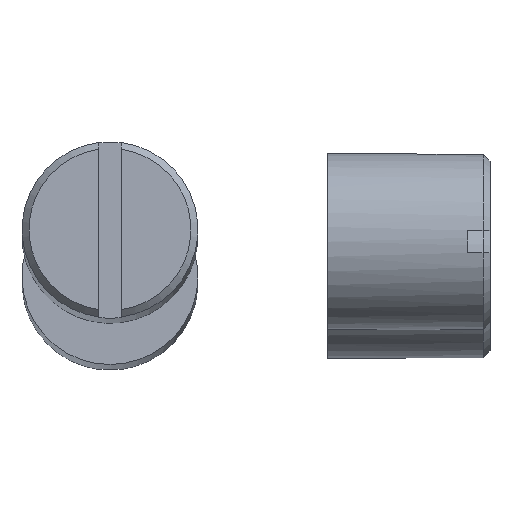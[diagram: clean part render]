
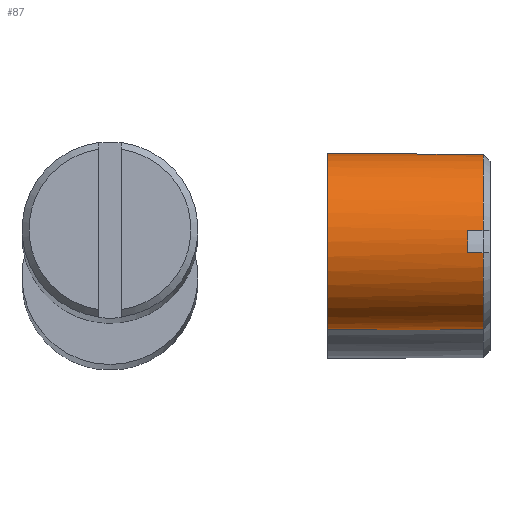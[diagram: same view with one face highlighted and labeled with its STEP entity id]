
A CAD part, top view. The second image highlights one B-rep face of the part: STEP entity #87.
In plain terms, the highlighted cylindrical face has radius 20 mm (diameter 40 mm), a full revolution.
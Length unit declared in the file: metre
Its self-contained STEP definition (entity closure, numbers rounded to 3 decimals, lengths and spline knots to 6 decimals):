
#87 = ADVANCED_FACE( '', ( #195, #196 ), #197, .T. );
#195 = FACE_OUTER_BOUND( '', #329, .T. );
#196 = FACE_OUTER_BOUND( '', #330, .T. );
#197 = CYLINDRICAL_SURFACE( '', #331, 0.02 );
#329 = EDGE_LOOP( '', ( #478 ) );
#330 = EDGE_LOOP( '', ( #479, #480, #481, #482, #483, #484, #485, #486 ) );
#331 = AXIS2_PLACEMENT_3D( '', #487, #488, #489 );
#478 = ORIENTED_EDGE( '', *, *, #754, .F. );
#479 = ORIENTED_EDGE( '', *, *, #755, .F. );
#480 = ORIENTED_EDGE( '', *, *, #756, .T. );
#481 = ORIENTED_EDGE( '', *, *, #757, .F. );
#482 = ORIENTED_EDGE( '', *, *, #758, .F. );
#483 = ORIENTED_EDGE( '', *, *, #759, .T. );
#484 = ORIENTED_EDGE( '', *, *, #760, .T. );
#485 = ORIENTED_EDGE( '', *, *, #761, .T. );
#486 = ORIENTED_EDGE( '', *, *, #762, .F. );
#487 = CARTESIAN_POINT( '', ( 0.093997, -2.41901, 1.967584 ) );
#488 = DIRECTION( '', ( -1., 0., 0. ) );
#489 = DIRECTION( '', ( 0., 0., -1. ) );
#754 = EDGE_CURVE( '', #893, #893, #894, .T. );
#755 = EDGE_CURVE( '', #895, #896, #897, .F. );
#756 = EDGE_CURVE( '', #895, #898, #899, .F. );
#757 = EDGE_CURVE( '', #900, #898, #901, .T. );
#758 = EDGE_CURVE( '', #902, #900, #903, .T. );
#759 = EDGE_CURVE( '', #902, #904, #905, .T. );
#760 = EDGE_CURVE( '', #904, #906, #907, .F. );
#761 = EDGE_CURVE( '', #906, #908, #909, .F. );
#762 = EDGE_CURVE( '', #896, #908, #910, .T. );
#893 = VERTEX_POINT( '', #1088 );
#894 = CIRCLE( '', #1089, 0.02 );
#895 = VERTEX_POINT( '', #1090 );
#896 = VERTEX_POINT( '', #1091 );
#897 = LINE( '', #1092, #1093 );
#898 = VERTEX_POINT( '', #1094 );
#899 = CIRCLE( '', #1095, 0.02 );
#900 = VERTEX_POINT( '', #1096 );
#901 = LINE( '', #1097, #1098 );
#902 = VERTEX_POINT( '', #1099 );
#903 = CIRCLE( '', #1100, 0.02 );
#904 = VERTEX_POINT( '', #1101 );
#905 = LINE( '', #1102, #1103 );
#906 = VERTEX_POINT( '', #1104 );
#907 = CIRCLE( '', #1105, 0.02 );
#908 = VERTEX_POINT( '', #1106 );
#909 = LINE( '', #1107, #1108 );
#910 = CIRCLE( '', #1109, 0.02 );
#1088 = CARTESIAN_POINT( '', ( 0.093999, -2.41901, 1.987584 ) );
#1089 = AXIS2_PLACEMENT_3D( '', #1281, #1282, #1283 );
#1090 = CARTESIAN_POINT( '', ( 0.129241, -2.41647, 1.987422 ) );
#1091 = CARTESIAN_POINT( '', ( 0.125749, -2.41647, 1.987422 ) );
#1092 = CARTESIAN_POINT( '', ( 0.093997, -2.41647, 1.987422 ) );
#1093 = VECTOR( '', #1284, 1. );
#1094 = CARTESIAN_POINT( '', ( 0.129241, -2.41647, 1.947746 ) );
#1095 = AXIS2_PLACEMENT_3D( '', #1285, #1286, #1287 );
#1096 = CARTESIAN_POINT( '', ( 0.125749, -2.41647, 1.947746 ) );
#1097 = CARTESIAN_POINT( '', ( 0.093997, -2.41647, 1.947746 ) );
#1098 = VECTOR( '', #1288, 1. );
#1099 = CARTESIAN_POINT( '', ( 0.125749, -2.42155, 1.947746 ) );
#1100 = AXIS2_PLACEMENT_3D( '', #1289, #1290, #1291 );
#1101 = CARTESIAN_POINT( '', ( 0.129241, -2.42155, 1.947746 ) );
#1102 = CARTESIAN_POINT( '', ( 0.093997, -2.42155, 1.947746 ) );
#1103 = VECTOR( '', #1292, 1. );
#1104 = CARTESIAN_POINT( '', ( 0.129241, -2.42155, 1.987422 ) );
#1105 = AXIS2_PLACEMENT_3D( '', #1293, #1294, #1295 );
#1106 = CARTESIAN_POINT( '', ( 0.125749, -2.42155, 1.987422 ) );
#1107 = CARTESIAN_POINT( '', ( 0.093997, -2.42155, 1.987422 ) );
#1108 = VECTOR( '', #1296, 1. );
#1109 = AXIS2_PLACEMENT_3D( '', #1297, #1298, #1299 );
#1281 = CARTESIAN_POINT( '', ( 0.093999, -2.41901, 1.967584 ) );
#1282 = DIRECTION( '', ( -1., 0., 0. ) );
#1283 = DIRECTION( '', ( 0., 0., 1. ) );
#1284 = DIRECTION( '', ( 1., 0., 0. ) );
#1285 = CARTESIAN_POINT( '', ( 0.129241, -2.41901, 1.967584 ) );
#1286 = DIRECTION( '', ( 1., 0., 0. ) );
#1287 = DIRECTION( '', ( 0., 0., -1. ) );
#1288 = DIRECTION( '', ( 1., 0., 0. ) );
#1289 = CARTESIAN_POINT( '', ( 0.125749, -2.41901, 1.967584 ) );
#1290 = DIRECTION( '', ( 1., 0., 0. ) );
#1291 = DIRECTION( '', ( 0., 0., -1. ) );
#1292 = DIRECTION( '', ( 1., 0., 0. ) );
#1293 = CARTESIAN_POINT( '', ( 0.129241, -2.41901, 1.967584 ) );
#1294 = DIRECTION( '', ( 1., 0., 0. ) );
#1295 = DIRECTION( '', ( 0., 0., -1. ) );
#1296 = DIRECTION( '', ( 1., 0., 0. ) );
#1297 = CARTESIAN_POINT( '', ( 0.125749, -2.41901, 1.967584 ) );
#1298 = DIRECTION( '', ( 1., 0., 0. ) );
#1299 = DIRECTION( '', ( 0., 0., -1. ) );
